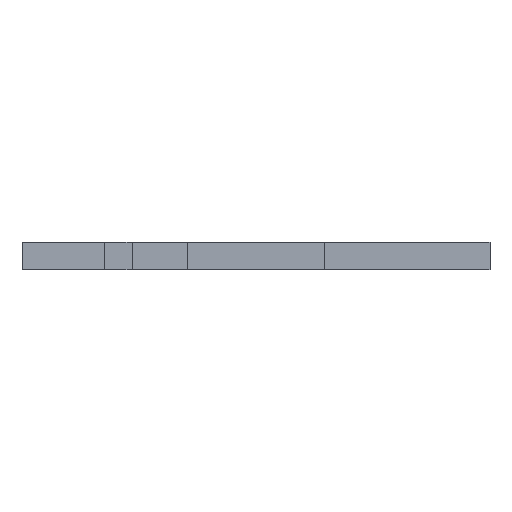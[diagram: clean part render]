
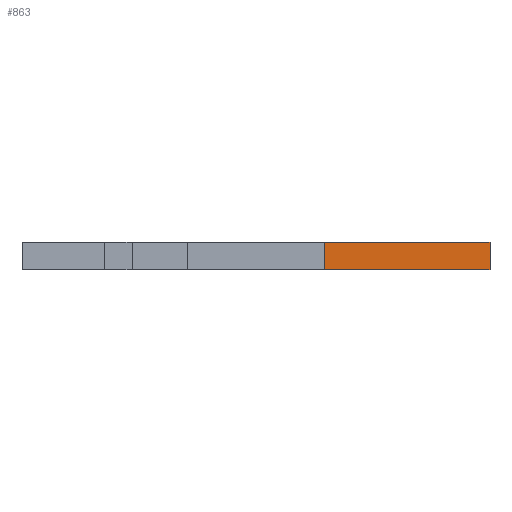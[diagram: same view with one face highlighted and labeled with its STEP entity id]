
A CAD part, left-side view. The second image highlights one B-rep face of the part: STEP entity #863.
In plain terms, the highlighted planar face has unit normal (-1, 0, 0).
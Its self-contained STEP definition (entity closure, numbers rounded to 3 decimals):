
#31=FACE_OUTER_BOUND('',#73,.T.);
#73=EDGE_LOOP('',(#615,#616,#617,#618));
#145=LINE('',#1244,#269);
#146=LINE('',#1247,#270);
#147=LINE('',#1249,#271);
#148=LINE('',#1250,#272);
#269=VECTOR('',#1019,10.);
#270=VECTOR('',#1022,10.);
#271=VECTOR('',#1023,10.);
#272=VECTOR('',#1024,10.);
#379=VERTEX_POINT('',#1240);
#380=VERTEX_POINT('',#1242);
#381=VERTEX_POINT('',#1246);
#382=VERTEX_POINT('',#1248);
#477=EDGE_CURVE('',#379,#380,#145,.T.);
#478=EDGE_CURVE('',#381,#379,#146,.T.);
#479=EDGE_CURVE('',#382,#380,#147,.T.);
#480=EDGE_CURVE('',#381,#382,#148,.T.);
#615=ORIENTED_EDGE('',*,*,#478,.T.);
#616=ORIENTED_EDGE('',*,*,#477,.T.);
#617=ORIENTED_EDGE('',*,*,#479,.F.);
#618=ORIENTED_EDGE('',*,*,#480,.F.);
#821=PLANE('',#919);
#863=ADVANCED_FACE('',(#31),#821,.T.);
#919=AXIS2_PLACEMENT_3D('',#1245,#1020,#1021);
#1019=DIRECTION('',(0.,0.,1.));
#1020=DIRECTION('center_axis',(-1.,0.,0.));
#1021=DIRECTION('ref_axis',(0.,-1.,0.));
#1022=DIRECTION('',(0.,-1.,0.));
#1023=DIRECTION('',(0.,-1.,0.));
#1024=DIRECTION('',(0.,0.,1.));
#1240=CARTESIAN_POINT('',(0.,-2.,0.));
#1242=CARTESIAN_POINT('',(0.,-2.,2.));
#1244=CARTESIAN_POINT('',(0.,-2.,0.));
#1245=CARTESIAN_POINT('Origin',(0.,10.,0.));
#1246=CARTESIAN_POINT('',(0.,10.,0.));
#1247=CARTESIAN_POINT('',(0.,30.,0.));
#1248=CARTESIAN_POINT('',(0.,10.,2.));
#1249=CARTESIAN_POINT('',(0.,30.,2.));
#1250=CARTESIAN_POINT('',(0.,10.,0.));
